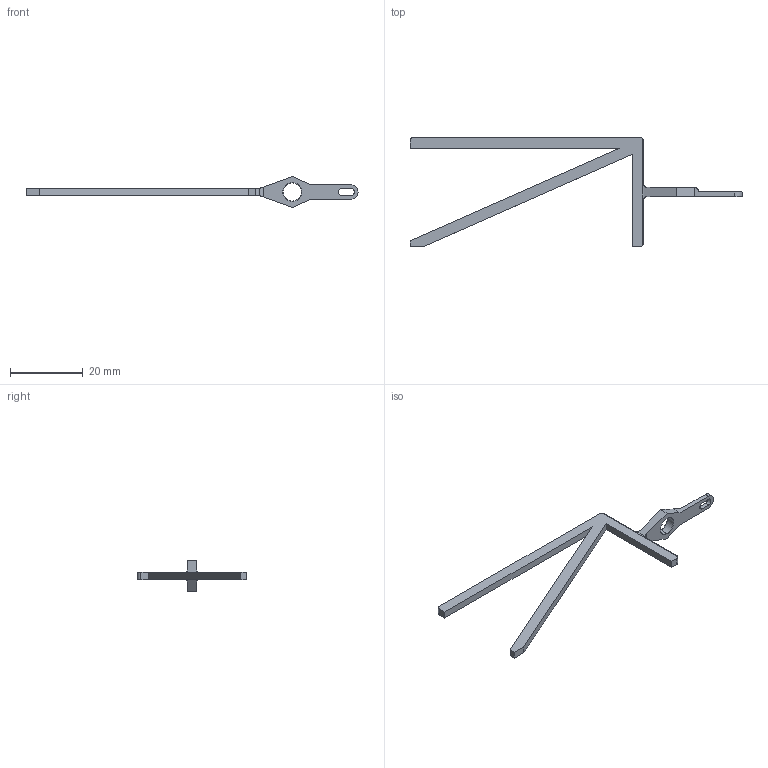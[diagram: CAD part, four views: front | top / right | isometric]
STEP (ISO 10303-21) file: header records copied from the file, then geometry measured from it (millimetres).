
FILE_DESCRIPTION (( 'STEP AP203' ), '1' );
FILE_NAME ('Eslabon Mecanismo Ala izquierdo.STEP', '2024-06-04T17:21:51', ( '' ), ( '' ), 'SwSTEP 2.0', 'SolidWorks 2023', '' );
FILE_SCHEMA (( 'CONFIG_CONTROL_DESIGN' ));
Length unit declared in the file: millimetre
Products named in the file (1): Eslabon Mecanismo Ala izquierdo
Bounding box: 91 x 30 x 8.5 mm (x, y, z)
Volume: 1138.4 mm3; surface area: 1921.5 mm2
Topology: 1 solids, 1 shells, 42 faces, 116 edges, 76 vertices
Faces by surface type: plane 24, cylinder 14, torus 4
Entity records: 1445 total; most frequent: CARTESIAN_POINT 287, ORIENTED_EDGE 232, DIRECTION 218, EDGE_CURVE 116, VERTEX_POINT 76, VECTOR 76, LINE 76, AXIS2_PLACEMENT_3D 71
